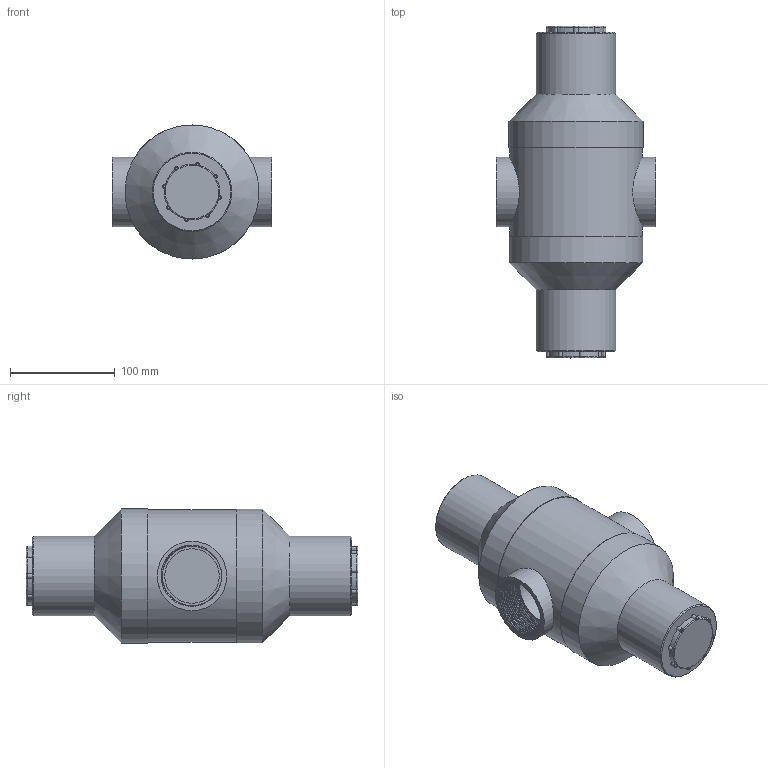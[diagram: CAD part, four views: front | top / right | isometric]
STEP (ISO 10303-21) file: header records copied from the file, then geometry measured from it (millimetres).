
FILE_DESCRIPTION (( 'STEP AP214' ), '1' );
FILE_NAME ('2-1101-3X-DUP.STEP', '2019-05-20T13:31:44', ( '' ), ( '' ), 'SwSTEP 2.0', 'SolidWorks 2019', '' );
FILE_SCHEMA (( 'AUTOMOTIVE_DESIGN' ));
Length unit declared in the file: millimetre
Products named in the file (12): PVC Bonnet all size; 63mm Dust Cap; 316 mc body 2 Duplex; PVC Bonnet all size_63mm PVC-304; 2 threaded insert; 2-1101-3X-DUP
Assembly tree (7 placements, depth 2):
  PVC Bonnet all size
  63mm Dust Cap
  316 mc body 2 Duplex
  2 threaded insert
  2-1101-3X-DUP
    316 mc body 2 Duplex
    PVC Bonnet all size_63mm PVC-304  x2
    2 threaded insert  x2
    63mm Dust Cap  x2
Bounding box: 152 x 317 x 128 mm (x, y, z)
Volume: 2759461.5 mm3; surface area: 240083.5 mm2
Topology: 7 solids, 7 shells, 139 faces, 295 edges, 183 vertices
Faces by surface type: cylinder 54, torus 32, plane 31, bspline 14, cone 8
Full cylindrical faces by diameter (mm): 41.5 x2, 43.8 x2, 52 x2, 66.2 x2, 66.35 x2, 76 x2, 95.816 x1, 100 x2, 127 x1, 128 x2
Entity records: 7996 total; most frequent: CARTESIAN_POINT 6168, DIRECTION 347, ORIENTED_EDGE 282, AXIS2_PLACEMENT_3D 164, EDGE_CURVE 141, EDGE_LOOP 109, VERTEX_POINT 98, FACE_OUTER_BOUND 92
